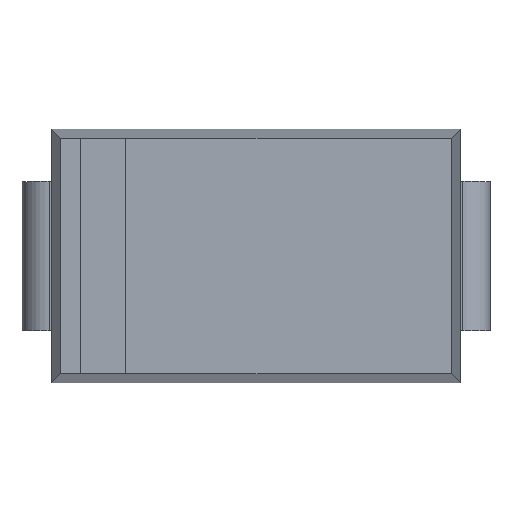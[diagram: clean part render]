
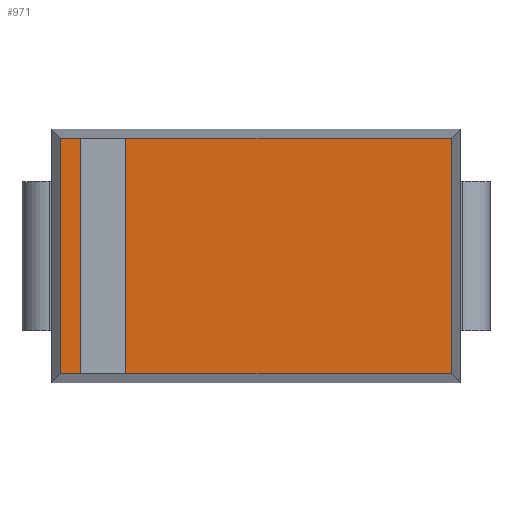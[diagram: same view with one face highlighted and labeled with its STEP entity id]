
A CAD part, top view. The second image highlights one B-rep face of the part: STEP entity #971.
In plain terms, the highlighted planar face has unit normal (0, 0, 1).
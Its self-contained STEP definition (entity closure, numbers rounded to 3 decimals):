
#72 = PLANE('',#73);
#73 = AXIS2_PLACEMENT_3D('',#74,#75,#76);
#74 = CARTESIAN_POINT('',(-2.25,1.345,1.787));
#75 = DIRECTION('',(0.,-0.994,-0.11));
#76 = DIRECTION('',(1.,0.,0.));
#185 = PLANE('',#186);
#186 = AXIS2_PLACEMENT_3D('',#187,#188,#189);
#187 = CARTESIAN_POINT('',(-2.2,-1.395,1.787));
#188 = DIRECTION('',(0.994,0.,-0.11));
#189 = DIRECTION('',(0.,1.,0.));
#413 = VERTEX_POINT('',#414);
#414 = CARTESIAN_POINT('',(-2.15,1.295,2.237));
#437 = VERTEX_POINT('',#438);
#438 = CARTESIAN_POINT('',(2.15,1.295,2.237));
#452 = PLANE('',#453);
#453 = AXIS2_PLACEMENT_3D('',#454,#455,#456);
#454 = CARTESIAN_POINT('',(2.2,1.395,1.787));
#455 = DIRECTION('',(-0.994,0.,-0.11));
#456 = DIRECTION('',(0.,-1.,0.));
#464 = EDGE_CURVE('',#413,#437,#465,.T.);
#465 = SURFACE_CURVE('',#466,(#470,#477),.PCURVE_S1.);
#466 = LINE('',#467,#468);
#467 = CARTESIAN_POINT('',(-2.25,1.295,2.237));
#468 = VECTOR('',#469,1.);
#469 = DIRECTION('',(1.,0.,0.));
#470 = PCURVE('',#72,#471);
#471 = DEFINITIONAL_REPRESENTATION('',(#472),#476);
#472 = LINE('',#473,#474);
#473 = CARTESIAN_POINT('',(0.,0.453));
#474 = VECTOR('',#475,1.);
#475 = DIRECTION('',(1.,0.));
#476 = ( GEOMETRIC_REPRESENTATION_CONTEXT(2) 
PARAMETRIC_REPRESENTATION_CONTEXT() REPRESENTATION_CONTEXT('2D SPACE',''
  ) );
#477 = PCURVE('',#478,#483);
#478 = PLANE('',#479);
#479 = AXIS2_PLACEMENT_3D('',#480,#481,#482);
#480 = CARTESIAN_POINT('',(0.,0.,2.237));
#481 = DIRECTION('',(-0.,-0.,-1.));
#482 = DIRECTION('',(-1.,0.,0.));
#483 = DEFINITIONAL_REPRESENTATION('',(#484),#488);
#484 = LINE('',#485,#486);
#485 = CARTESIAN_POINT('',(2.25,1.295));
#486 = VECTOR('',#487,1.);
#487 = DIRECTION('',(-1.,0.));
#488 = ( GEOMETRIC_REPRESENTATION_CONTEXT(2) 
PARAMETRIC_REPRESENTATION_CONTEXT() REPRESENTATION_CONTEXT('2D SPACE',''
  ) );
#579 = PLANE('',#580);
#580 = AXIS2_PLACEMENT_3D('',#581,#582,#583);
#581 = CARTESIAN_POINT('',(2.25,-1.345,1.787));
#582 = DIRECTION('',(0.,0.994,-0.11));
#583 = DIRECTION('',(-1.,0.,0.));
#669 = VERTEX_POINT('',#670);
#670 = CARTESIAN_POINT('',(-2.15,-1.295,2.237));
#693 = EDGE_CURVE('',#669,#413,#694,.T.);
#694 = SURFACE_CURVE('',#695,(#699,#706),.PCURVE_S1.);
#695 = LINE('',#696,#697);
#696 = CARTESIAN_POINT('',(-2.15,-1.395,2.237));
#697 = VECTOR('',#698,1.);
#698 = DIRECTION('',(0.,1.,0.));
#699 = PCURVE('',#185,#700);
#700 = DEFINITIONAL_REPRESENTATION('',(#701),#705);
#701 = LINE('',#702,#703);
#702 = CARTESIAN_POINT('',(0.,0.453));
#703 = VECTOR('',#704,1.);
#704 = DIRECTION('',(1.,0.));
#705 = ( GEOMETRIC_REPRESENTATION_CONTEXT(2) 
PARAMETRIC_REPRESENTATION_CONTEXT() REPRESENTATION_CONTEXT('2D SPACE',''
  ) );
#706 = PCURVE('',#478,#707);
#707 = DEFINITIONAL_REPRESENTATION('',(#708),#712);
#708 = LINE('',#709,#710);
#709 = CARTESIAN_POINT('',(2.15,-1.395));
#710 = VECTOR('',#711,1.);
#711 = DIRECTION('',(0.,1.));
#712 = ( GEOMETRIC_REPRESENTATION_CONTEXT(2) 
PARAMETRIC_REPRESENTATION_CONTEXT() REPRESENTATION_CONTEXT('2D SPACE',''
  ) );
#971 = ADVANCED_FACE('',(#972),#478,.F.);
#972 = FACE_BOUND('',#973,.F.);
#973 = EDGE_LOOP('',(#974,#975,#998,#1019));
#974 = ORIENTED_EDGE('',*,*,#464,.T.);
#975 = ORIENTED_EDGE('',*,*,#976,.T.);
#976 = EDGE_CURVE('',#437,#977,#979,.T.);
#977 = VERTEX_POINT('',#978);
#978 = CARTESIAN_POINT('',(2.15,-1.295,2.237));
#979 = SURFACE_CURVE('',#980,(#984,#991),.PCURVE_S1.);
#980 = LINE('',#981,#982);
#981 = CARTESIAN_POINT('',(2.15,1.395,2.237));
#982 = VECTOR('',#983,1.);
#983 = DIRECTION('',(0.,-1.,0.));
#984 = PCURVE('',#478,#985);
#985 = DEFINITIONAL_REPRESENTATION('',(#986),#990);
#986 = LINE('',#987,#988);
#987 = CARTESIAN_POINT('',(-2.15,1.395));
#988 = VECTOR('',#989,1.);
#989 = DIRECTION('',(0.,-1.));
#990 = ( GEOMETRIC_REPRESENTATION_CONTEXT(2) 
PARAMETRIC_REPRESENTATION_CONTEXT() REPRESENTATION_CONTEXT('2D SPACE',''
  ) );
#991 = PCURVE('',#452,#992);
#992 = DEFINITIONAL_REPRESENTATION('',(#993),#997);
#993 = LINE('',#994,#995);
#994 = CARTESIAN_POINT('',(0.,0.453));
#995 = VECTOR('',#996,1.);
#996 = DIRECTION('',(1.,0.));
#997 = ( GEOMETRIC_REPRESENTATION_CONTEXT(2) 
PARAMETRIC_REPRESENTATION_CONTEXT() REPRESENTATION_CONTEXT('2D SPACE',''
  ) );
#998 = ORIENTED_EDGE('',*,*,#999,.T.);
#999 = EDGE_CURVE('',#977,#669,#1000,.T.);
#1000 = SURFACE_CURVE('',#1001,(#1005,#1012),.PCURVE_S1.);
#1001 = LINE('',#1002,#1003);
#1002 = CARTESIAN_POINT('',(2.25,-1.295,2.237));
#1003 = VECTOR('',#1004,1.);
#1004 = DIRECTION('',(-1.,0.,0.));
#1005 = PCURVE('',#478,#1006);
#1006 = DEFINITIONAL_REPRESENTATION('',(#1007),#1011);
#1007 = LINE('',#1008,#1009);
#1008 = CARTESIAN_POINT('',(-2.25,-1.295));
#1009 = VECTOR('',#1010,1.);
#1010 = DIRECTION('',(1.,0.));
#1011 = ( GEOMETRIC_REPRESENTATION_CONTEXT(2) 
PARAMETRIC_REPRESENTATION_CONTEXT() REPRESENTATION_CONTEXT('2D SPACE',''
  ) );
#1012 = PCURVE('',#579,#1013);
#1013 = DEFINITIONAL_REPRESENTATION('',(#1014),#1018);
#1014 = LINE('',#1015,#1016);
#1015 = CARTESIAN_POINT('',(0.,0.453));
#1016 = VECTOR('',#1017,1.);
#1017 = DIRECTION('',(1.,0.));
#1018 = ( GEOMETRIC_REPRESENTATION_CONTEXT(2) 
PARAMETRIC_REPRESENTATION_CONTEXT() REPRESENTATION_CONTEXT('2D SPACE',''
  ) );
#1019 = ORIENTED_EDGE('',*,*,#693,.T.);
